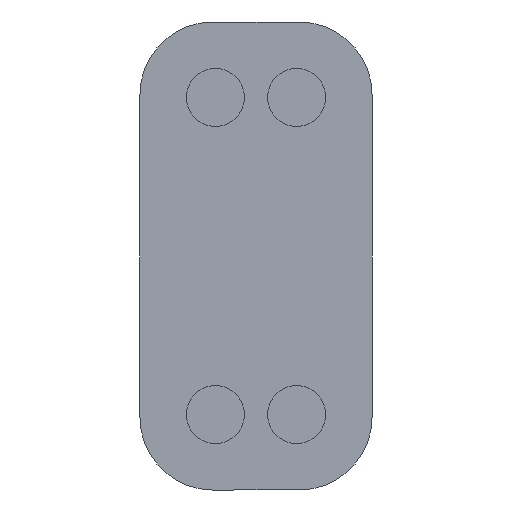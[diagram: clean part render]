
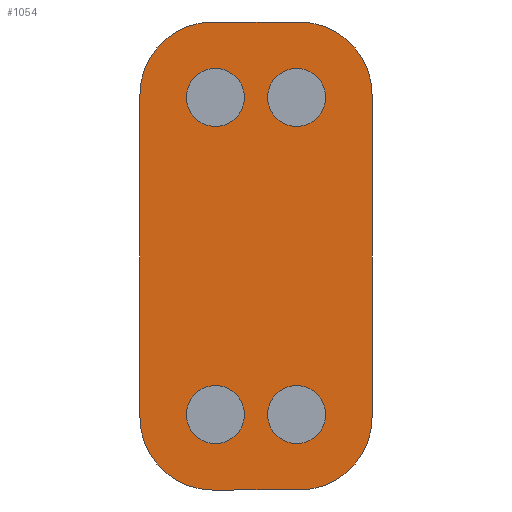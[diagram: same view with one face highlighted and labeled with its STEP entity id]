
A CAD part, front view. The second image highlights one B-rep face of the part: STEP entity #1054.
In plain terms, the highlighted planar face has unit normal (0, -1, 0).
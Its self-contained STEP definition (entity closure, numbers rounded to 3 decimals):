
#26=PLANE('',#1135);
#57=LINE('',#1587,#153);
#61=LINE('',#1599,#157);
#65=LINE('',#1611,#161);
#69=LINE('',#1621,#165);
#153=VECTOR('',#1260,10.);
#157=VECTOR('',#1272,10.);
#161=VECTOR('',#1284,10.);
#165=VECTOR('',#1296,10.);
#250=FACE_BOUND('',#339,.T.);
#251=FACE_BOUND('',#340,.T.);
#252=FACE_BOUND('',#341,.T.);
#253=FACE_BOUND('',#342,.T.);
#274=FACE_OUTER_BOUND('',#338,.T.);
#338=EDGE_LOOP('',(#750,#751,#752,#753,#754,#755,#756,#757));
#339=EDGE_LOOP('',(#758));
#340=EDGE_LOOP('',(#759));
#341=EDGE_LOOP('',(#760));
#342=EDGE_LOOP('',(#761));
#398=CIRCLE('',#1108,15.);
#400=CIRCLE('',#1111,15.);
#402=CIRCLE('',#1114,15.);
#404=CIRCLE('',#1117,15.);
#407=CIRCLE('',#1121,37.6);
#409=CIRCLE('',#1125,37.6);
#411=CIRCLE('',#1129,37.6);
#413=CIRCLE('',#1133,37.6);
#454=VERTEX_POINT('',#1555);
#456=VERTEX_POINT('',#1560);
#458=VERTEX_POINT('',#1565);
#460=VERTEX_POINT('',#1570);
#464=VERTEX_POINT('',#1578);
#465=VERTEX_POINT('',#1580);
#467=VERTEX_POINT('',#1586);
#469=VERTEX_POINT('',#1592);
#471=VERTEX_POINT('',#1598);
#473=VERTEX_POINT('',#1604);
#475=VERTEX_POINT('',#1610);
#477=VERTEX_POINT('',#1616);
#558=EDGE_CURVE('',#454,#454,#398,.T.);
#560=EDGE_CURVE('',#456,#456,#400,.T.);
#562=EDGE_CURVE('',#458,#458,#402,.T.);
#564=EDGE_CURVE('',#460,#460,#404,.T.);
#568=EDGE_CURVE('',#465,#464,#407,.T.);
#571=EDGE_CURVE('',#467,#465,#57,.T.);
#574=EDGE_CURVE('',#469,#467,#409,.T.);
#577=EDGE_CURVE('',#471,#469,#61,.T.);
#580=EDGE_CURVE('',#473,#471,#411,.T.);
#583=EDGE_CURVE('',#475,#473,#65,.T.);
#586=EDGE_CURVE('',#477,#475,#413,.T.);
#589=EDGE_CURVE('',#464,#477,#69,.T.);
#750=ORIENTED_EDGE('',*,*,#589,.T.);
#751=ORIENTED_EDGE('',*,*,#586,.T.);
#752=ORIENTED_EDGE('',*,*,#583,.T.);
#753=ORIENTED_EDGE('',*,*,#580,.T.);
#754=ORIENTED_EDGE('',*,*,#577,.T.);
#755=ORIENTED_EDGE('',*,*,#574,.T.);
#756=ORIENTED_EDGE('',*,*,#571,.T.);
#757=ORIENTED_EDGE('',*,*,#568,.T.);
#758=ORIENTED_EDGE('',*,*,#558,.T.);
#759=ORIENTED_EDGE('',*,*,#560,.T.);
#760=ORIENTED_EDGE('',*,*,#562,.T.);
#761=ORIENTED_EDGE('',*,*,#564,.T.);
#1054=ADVANCED_FACE('',(#274,#250,#251,#252,#253),#26,.T.);
#1108=AXIS2_PLACEMENT_3D('',#1556,#1227,#1228);
#1111=AXIS2_PLACEMENT_3D('',#1561,#1233,#1234);
#1114=AXIS2_PLACEMENT_3D('',#1566,#1239,#1240);
#1117=AXIS2_PLACEMENT_3D('',#1571,#1245,#1246);
#1121=AXIS2_PLACEMENT_3D('',#1581,#1254,#1255);
#1125=AXIS2_PLACEMENT_3D('',#1593,#1266,#1267);
#1129=AXIS2_PLACEMENT_3D('',#1605,#1278,#1279);
#1133=AXIS2_PLACEMENT_3D('',#1617,#1290,#1291);
#1135=AXIS2_PLACEMENT_3D('',#1622,#1297,#1298);
#1227=DIRECTION('center_axis',(0.,1.,0.));
#1228=DIRECTION('ref_axis',(-1.,0.,0.));
#1233=DIRECTION('center_axis',(0.,1.,0.));
#1234=DIRECTION('ref_axis',(-1.,0.,0.));
#1239=DIRECTION('center_axis',(0.,1.,0.));
#1240=DIRECTION('ref_axis',(-1.,0.,0.));
#1245=DIRECTION('center_axis',(0.,1.,0.));
#1246=DIRECTION('ref_axis',(-1.,0.,0.));
#1254=DIRECTION('center_axis',(0.,-1.,0.));
#1255=DIRECTION('ref_axis',(0.,0.,1.));
#1260=DIRECTION('',(-1.,0.,0.));
#1266=DIRECTION('center_axis',(0.,-1.,0.));
#1267=DIRECTION('ref_axis',(1.,0.,0.));
#1272=DIRECTION('',(0.,0.,1.));
#1278=DIRECTION('center_axis',(0.,-1.,0.));
#1279=DIRECTION('ref_axis',(0.,0.,
-1.));
#1284=DIRECTION('',(1.,0.,0.));
#1290=DIRECTION('center_axis',(0.,-1.,0.));
#1291=DIRECTION('ref_axis',(-1.,0.,0.));
#1296=DIRECTION('',(0.,0.,-1.));
#1297=DIRECTION('center_axis',(0.,-1.,0.));
#1298=DIRECTION('ref_axis',(1.,0.,0.));
#1555=CARTESIAN_POINT('',(36.,0.,203.));
#1556=CARTESIAN_POINT('Origin',(21.,0.,203.));
#1560=CARTESIAN_POINT('',(36.,0.,39.));
#1561=CARTESIAN_POINT('Origin',(21.,0.,39.));
#1565=CARTESIAN_POINT('',(-6.,0.,39.));
#1566=CARTESIAN_POINT('Origin',(-21.,0.,39.));
#1570=CARTESIAN_POINT('',(-6.,0.,203.));
#1571=CARTESIAN_POINT('Origin',(-21.,0.,203.));
#1578=CARTESIAN_POINT('',(-60.,0.,204.4));
#1580=CARTESIAN_POINT('',(-22.4,0.,242.));
#1581=CARTESIAN_POINT('Origin',(-22.4,0.,204.4));
#1586=CARTESIAN_POINT('',(22.4,0.,242.));
#1587=CARTESIAN_POINT('',(22.4,0.,242.));
#1592=CARTESIAN_POINT('',(60.,0.,204.4));
#1593=CARTESIAN_POINT('Origin',(22.4,0.,204.4));
#1598=CARTESIAN_POINT('',(60.,0.,37.6));
#1599=CARTESIAN_POINT('',(60.,0.,37.6));
#1604=CARTESIAN_POINT('',(22.4,0.,0.));
#1605=CARTESIAN_POINT('Origin',(22.4,0.,37.6));
#1610=CARTESIAN_POINT('',(-22.4,0.,0.));
#1611=CARTESIAN_POINT('',(-22.4,0.,0.));
#1616=CARTESIAN_POINT('',(-60.,0.,37.6));
#1617=CARTESIAN_POINT('Origin',(-22.4,0.,37.6));
#1621=CARTESIAN_POINT('',(-60.,0.,204.4));
#1622=CARTESIAN_POINT('Origin',(0.,0.,
121.));
